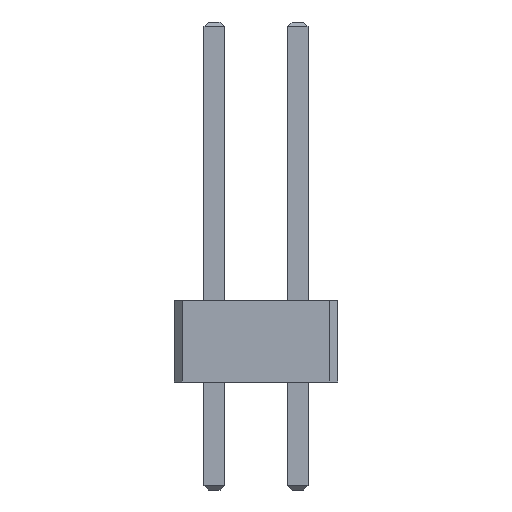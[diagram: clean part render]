
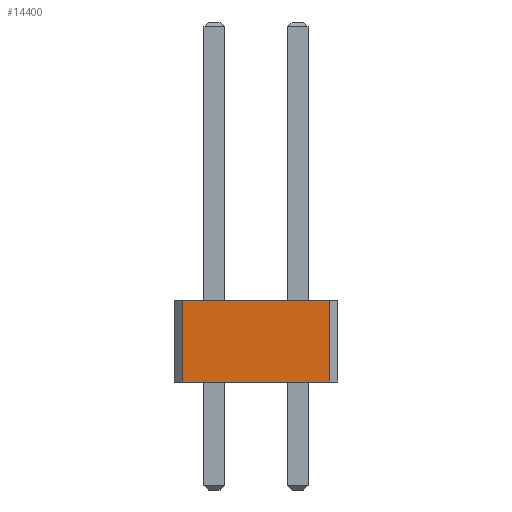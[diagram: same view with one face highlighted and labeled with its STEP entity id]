
A CAD part, front view. The second image highlights one B-rep face of the part: STEP entity #14400.
In plain terms, the highlighted planar face has unit normal (0, -1, 0).
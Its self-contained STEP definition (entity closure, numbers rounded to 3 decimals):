
#44 = PLANE('',#45);
#45 = AXIS2_PLACEMENT_3D('',#46,#47,#48);
#46 = CARTESIAN_POINT('',(-1.23,1.02,0.));
#47 = DIRECTION('',(0.,0.,-1.));
#48 = DIRECTION('',(0.,1.,0.));
#100 = PLANE('',#101);
#101 = AXIS2_PLACEMENT_3D('',#102,#103,#104);
#102 = CARTESIAN_POINT('',(-1.23,1.02,2.5));
#103 = DIRECTION('',(0.,0.,-1.));
#104 = DIRECTION('',(0.,1.,0.));
#1505 = VERTEX_POINT('',#1506);
#1506 = CARTESIAN_POINT('',(3.52,-39.37,0.));
#1520 = PLANE('',#1521);
#1521 = AXIS2_PLACEMENT_3D('',#1522,#1523,#1524);
#1522 = CARTESIAN_POINT('',(3.645,-39.245,0.));
#1523 = DIRECTION('',(0.707,-0.707,0.));
#1524 = DIRECTION('',(0.,0.,-1.));
#1532 = EDGE_CURVE('',#1533,#1505,#1535,.T.);
#1533 = VERTEX_POINT('',#1534);
#1534 = CARTESIAN_POINT('',(-0.98,-39.37,0.));
#1535 = SURFACE_CURVE('',#1536,(#1540,#1547),.PCURVE_S1.);
#1536 = LINE('',#1537,#1538);
#1537 = CARTESIAN_POINT('',(-1.23,-39.37,0.));
#1538 = VECTOR('',#1539,1.);
#1539 = DIRECTION('',(1.,0.,0.));
#1540 = PCURVE('',#44,#1541);
#1541 = DEFINITIONAL_REPRESENTATION('',(#1542),#1546);
#1542 = LINE('',#1543,#1544);
#1543 = CARTESIAN_POINT('',(-40.39,0.));
#1544 = VECTOR('',#1545,1.);
#1545 = DIRECTION('',(0.,1.));
#1546 = ( GEOMETRIC_REPRESENTATION_CONTEXT(2) 
PARAMETRIC_REPRESENTATION_CONTEXT() REPRESENTATION_CONTEXT('2D SPACE',''
  ) );
#1547 = PCURVE('',#1548,#1553);
#1548 = PLANE('',#1549);
#1549 = AXIS2_PLACEMENT_3D('',#1550,#1551,#1552);
#1550 = CARTESIAN_POINT('',(-1.23,-39.37,0.));
#1551 = DIRECTION('',(0.,1.,0.));
#1552 = DIRECTION('',(1.,0.,0.));
#1553 = DEFINITIONAL_REPRESENTATION('',(#1554),#1558);
#1554 = LINE('',#1555,#1556);
#1555 = CARTESIAN_POINT('',(0.,0.));
#1556 = VECTOR('',#1557,1.);
#1557 = DIRECTION('',(1.,0.));
#1558 = ( GEOMETRIC_REPRESENTATION_CONTEXT(2) 
PARAMETRIC_REPRESENTATION_CONTEXT() REPRESENTATION_CONTEXT('2D SPACE',''
  ) );
#1576 = PLANE('',#1577);
#1577 = AXIS2_PLACEMENT_3D('',#1578,#1579,#1580);
#1578 = CARTESIAN_POINT('',(-1.105,-39.245,0.));
#1579 = DIRECTION('',(-0.707,-0.707,0.));
#1580 = DIRECTION('',(0.,0.,-1.));
#7424 = VERTEX_POINT('',#7425);
#7425 = CARTESIAN_POINT('',(3.52,-39.37,2.5));
#7446 = EDGE_CURVE('',#7447,#7424,#7449,.T.);
#7447 = VERTEX_POINT('',#7448);
#7448 = CARTESIAN_POINT('',(-0.98,-39.37,2.5));
#7449 = SURFACE_CURVE('',#7450,(#7454,#7461),.PCURVE_S1.);
#7450 = LINE('',#7451,#7452);
#7451 = CARTESIAN_POINT('',(-1.23,-39.37,2.5));
#7452 = VECTOR('',#7453,1.);
#7453 = DIRECTION('',(1.,0.,0.));
#7454 = PCURVE('',#100,#7455);
#7455 = DEFINITIONAL_REPRESENTATION('',(#7456),#7460);
#7456 = LINE('',#7457,#7458);
#7457 = CARTESIAN_POINT('',(-40.39,0.));
#7458 = VECTOR('',#7459,1.);
#7459 = DIRECTION('',(0.,1.));
#7460 = ( GEOMETRIC_REPRESENTATION_CONTEXT(2) 
PARAMETRIC_REPRESENTATION_CONTEXT() REPRESENTATION_CONTEXT('2D SPACE',''
  ) );
#7461 = PCURVE('',#1548,#7462);
#7462 = DEFINITIONAL_REPRESENTATION('',(#7463),#7467);
#7463 = LINE('',#7464,#7465);
#7464 = CARTESIAN_POINT('',(0.,-2.5));
#7465 = VECTOR('',#7466,1.);
#7466 = DIRECTION('',(1.,0.));
#7467 = ( GEOMETRIC_REPRESENTATION_CONTEXT(2) 
PARAMETRIC_REPRESENTATION_CONTEXT() REPRESENTATION_CONTEXT('2D SPACE',''
  ) );
#14380 = EDGE_CURVE('',#1533,#7447,#14381,.T.);
#14381 = SURFACE_CURVE('',#14382,(#14386,#14393),.PCURVE_S1.);
#14382 = LINE('',#14383,#14384);
#14383 = CARTESIAN_POINT('',(-0.98,-39.37,0.));
#14384 = VECTOR('',#14385,1.);
#14385 = DIRECTION('',(0.,0.,1.));
#14386 = PCURVE('',#1576,#14387);
#14387 = DEFINITIONAL_REPRESENTATION('',(#14388),#14392);
#14388 = LINE('',#14389,#14390);
#14389 = CARTESIAN_POINT('',(0.,0.177));
#14390 = VECTOR('',#14391,1.);
#14391 = DIRECTION('',(-1.,0.));
#14392 = ( GEOMETRIC_REPRESENTATION_CONTEXT(2) 
PARAMETRIC_REPRESENTATION_CONTEXT() REPRESENTATION_CONTEXT('2D SPACE',''
  ) );
#14393 = PCURVE('',#1548,#14394);
#14394 = DEFINITIONAL_REPRESENTATION('',(#14395),#14399);
#14395 = LINE('',#14396,#14397);
#14396 = CARTESIAN_POINT('',(0.25,0.));
#14397 = VECTOR('',#14398,1.);
#14398 = DIRECTION('',(0.,-1.));
#14399 = ( GEOMETRIC_REPRESENTATION_CONTEXT(2) 
PARAMETRIC_REPRESENTATION_CONTEXT() REPRESENTATION_CONTEXT('2D SPACE',''
  ) );
#14400 = ADVANCED_FACE('',(#14401),#1548,.F.);
#14401 = FACE_BOUND('',#14402,.F.);
#14402 = EDGE_LOOP('',(#14403,#14404,#14405,#14406));
#14403 = ORIENTED_EDGE('',*,*,#1532,.F.);
#14404 = ORIENTED_EDGE('',*,*,#14380,.T.);
#14405 = ORIENTED_EDGE('',*,*,#7446,.T.);
#14406 = ORIENTED_EDGE('',*,*,#14407,.F.);
#14407 = EDGE_CURVE('',#1505,#7424,#14408,.T.);
#14408 = SURFACE_CURVE('',#14409,(#14413,#14420),.PCURVE_S1.);
#14409 = LINE('',#14410,#14411);
#14410 = CARTESIAN_POINT('',(3.52,-39.37,0.));
#14411 = VECTOR('',#14412,1.);
#14412 = DIRECTION('',(0.,0.,1.));
#14413 = PCURVE('',#1548,#14414);
#14414 = DEFINITIONAL_REPRESENTATION('',(#14415),#14419);
#14415 = LINE('',#14416,#14417);
#14416 = CARTESIAN_POINT('',(4.75,0.));
#14417 = VECTOR('',#14418,1.);
#14418 = DIRECTION('',(0.,-1.));
#14419 = ( GEOMETRIC_REPRESENTATION_CONTEXT(2) 
PARAMETRIC_REPRESENTATION_CONTEXT() REPRESENTATION_CONTEXT('2D SPACE',''
  ) );
#14420 = PCURVE('',#1520,#14421);
#14421 = DEFINITIONAL_REPRESENTATION('',(#14422),#14426);
#14422 = LINE('',#14423,#14424);
#14423 = CARTESIAN_POINT('',(0.,-0.177));
#14424 = VECTOR('',#14425,1.);
#14425 = DIRECTION('',(-1.,0.));
#14426 = ( GEOMETRIC_REPRESENTATION_CONTEXT(2) 
PARAMETRIC_REPRESENTATION_CONTEXT() REPRESENTATION_CONTEXT('2D SPACE',''
  ) );
